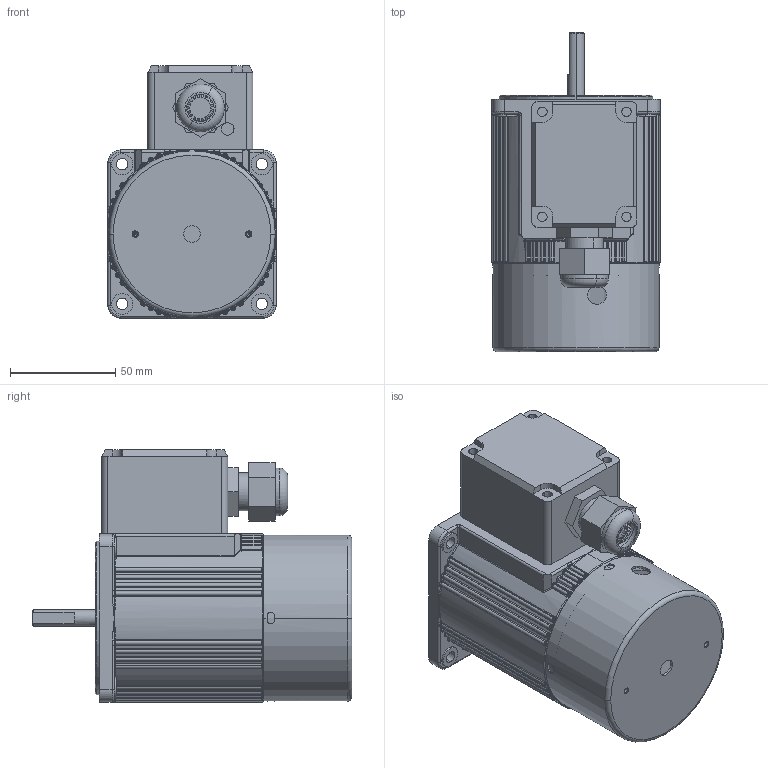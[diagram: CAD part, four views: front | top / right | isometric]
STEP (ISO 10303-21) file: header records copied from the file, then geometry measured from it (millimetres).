
FILE_DESCRIPTION (( 'STEP AP203' ), '1' );
FILE_NAME ('4IK25A-MT.STEP', '2020-01-08T05:59:57', ( 'Sky123.Org' ), ( 'Sky123.Org' ), 'SwSTEP 2.0', 'SolidWorks 2014', '' );
FILE_SCHEMA (( 'CONFIG_CONTROL_DESIGN' ));
Length unit declared in the file: millimetre
Products named in the file (7): NPT1-2萇擢芛蚾饜极; 4IK25A-MT; 4IK25A; 80价陬欶褲; 峚倰萇儂諉盄碟02; NPT1-2萇擢芛; NPT1-2つ踡芛
Assembly tree (6 placements, depth 3):
  4IK25A-MT
    4IK25A
    80价陬欶褲
    峚倰萇儂諉盄碟02
    NPT1-2萇擢芛蚾饜极
      NPT1-2萇擢芛
      NPT1-2つ踡芛
Bounding box: 80 x 152 x 120 mm (x, y, z)
Volume: 505772.7 mm3; surface area: 100530.9 mm2
Topology: 5 solids, 5 shells, 1010 faces, 2537 edges, 1500 vertices
Faces by surface type: cylinder 291, torus 232, plane 198, bspline 191, sphere 57, cone 41
Entity records: 38018 total; most frequent: CARTESIAN_POINT 14336, ORIENTED_EDGE 4936, DIRECTION 4827, EDGE_CURVE 2468, AXIS2_PLACEMENT_3D 2052, VERTEX_POINT 1498, CIRCLE 1223, EDGE_LOOP 1080
